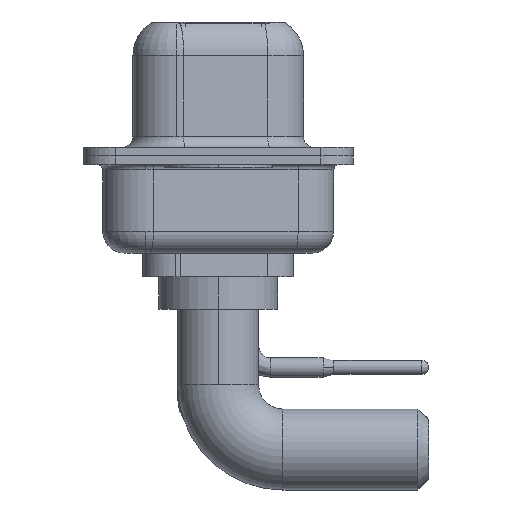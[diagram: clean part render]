
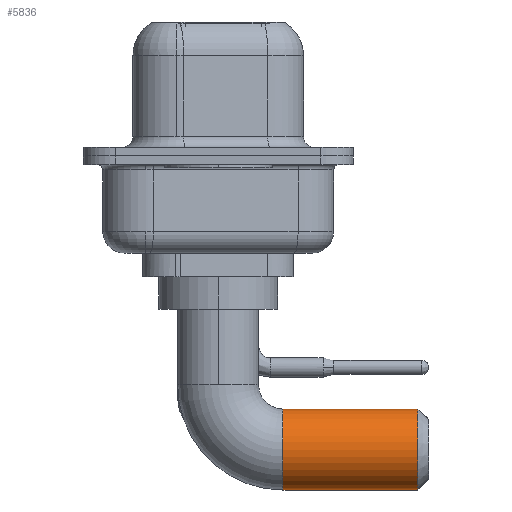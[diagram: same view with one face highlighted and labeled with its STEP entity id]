
A CAD part, left-side view. The second image highlights one B-rep face of the part: STEP entity #5836.
In plain terms, the highlighted cylindrical face has radius 1.875 mm (diameter 3.75 mm), a partial arc.
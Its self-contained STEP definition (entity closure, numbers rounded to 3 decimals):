
#610 = FACE_OUTER_BOUND ( 'NONE', #10439, .T. ) ;
#739 = LINE ( 'NONE', #11295, #7224 ) ;
#1692 = ORIENTED_EDGE ( 'NONE', *, *, #13612, .T. ) ;
#2151 = DIRECTION ( 'NONE',  ( 0., -1., 0. ) ) ;
#2332 = CARTESIAN_POINT ( 'NONE',  ( 0., -9.25, -4.625 ) ) ;
#2351 = CIRCLE ( 'NONE', #12119, 1.875 ) ;
#2423 = VERTEX_POINT ( 'NONE', #3865 ) ;
#3451 = DIRECTION ( 'NONE',  ( 0., -1., 0. ) ) ;
#3716 = CARTESIAN_POINT ( 'NONE',  ( 0., -9.25, -6.5 ) ) ;
#3865 = CARTESIAN_POINT ( 'NONE',  ( 0., -3., -8.375 ) ) ;
#3946 = CARTESIAN_POINT ( 'NONE',  ( 0., -3., -4.625 ) ) ;
#4280 = VERTEX_POINT ( 'NONE', #2332 ) ;
#4834 = ORIENTED_EDGE ( 'NONE', *, *, #5978, .T. ) ;
#5094 = EDGE_CURVE ( 'NONE', #16022, #4280, #739, .T. ) ;
#5281 = DIRECTION ( 'NONE',  ( 0., 0., -1. ) ) ;
#5836 = ADVANCED_FACE ( 'NONE', ( #610 ), #12286, .T. ) ;
#5932 = CARTESIAN_POINT ( 'NONE',  ( 0., -3., -8.375 ) ) ;
#5939 = CARTESIAN_POINT ( 'NONE',  ( 0., -3., -6.5 ) ) ;
#5978 = EDGE_CURVE ( 'NONE', #16022, #2423, #15601, .T. ) ;
#6138 = AXIS2_PLACEMENT_3D ( 'NONE', #14112, #2151, #14551 ) ;
#6358 = ORIENTED_EDGE ( 'NONE', *, *, #14783, .T. ) ;
#7224 = VECTOR ( 'NONE', #3451, 1000. ) ;
#7709 = VECTOR ( 'NONE', #12870, 1000. ) ;
#8882 = CARTESIAN_POINT ( 'NONE',  ( 0., -9.25, -8.375 ) ) ;
#9466 = AXIS2_PLACEMENT_3D ( 'NONE', #5939, #11235, #15273 ) ;
#10439 = EDGE_LOOP ( 'NONE', ( #11928, #4834, #6358, #1692 ) ) ;
#11235 = DIRECTION ( 'NONE',  ( 0., -1., 0. ) ) ;
#11295 = CARTESIAN_POINT ( 'NONE',  ( 0., -3., -4.625 ) ) ;
#11482 = LINE ( 'NONE', #5932, #7709 ) ;
#11928 = ORIENTED_EDGE ( 'NONE', *, *, #5094, .F. ) ;
#12119 = AXIS2_PLACEMENT_3D ( 'NONE', #3716, #12952, #5281 ) ;
#12286 = CYLINDRICAL_SURFACE ( 'NONE', #9466, 1.875 ) ;
#12870 = DIRECTION ( 'NONE',  ( 0., -1., 0. ) ) ;
#12952 = DIRECTION ( 'NONE',  ( 0., 1., 0. ) ) ;
#13181 = VERTEX_POINT ( 'NONE', #8882 ) ;
#13612 = EDGE_CURVE ( 'NONE', #13181, #4280, #2351, .T. ) ;
#14112 = CARTESIAN_POINT ( 'NONE',  ( 0., -3., -6.5 ) ) ;
#14551 = DIRECTION ( 'NONE',  ( -1., 0., 0. ) ) ;
#14783 = EDGE_CURVE ( 'NONE', #2423, #13181, #11482, .T. ) ;
#15273 = DIRECTION ( 'NONE',  ( 0., 0., -1. ) ) ;
#15601 = CIRCLE ( 'NONE', #6138, 1.875 ) ;
#16022 = VERTEX_POINT ( 'NONE', #3946 ) ;
